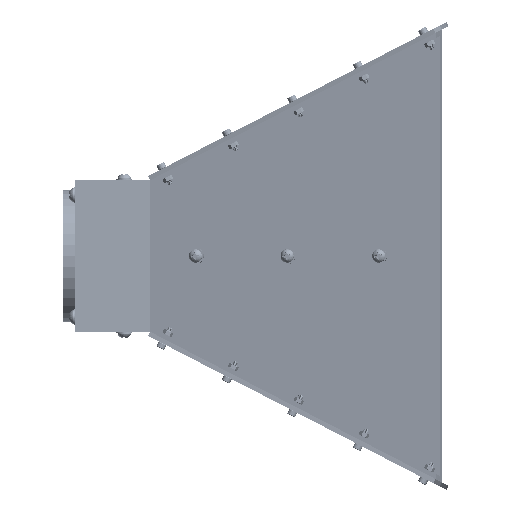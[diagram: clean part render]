
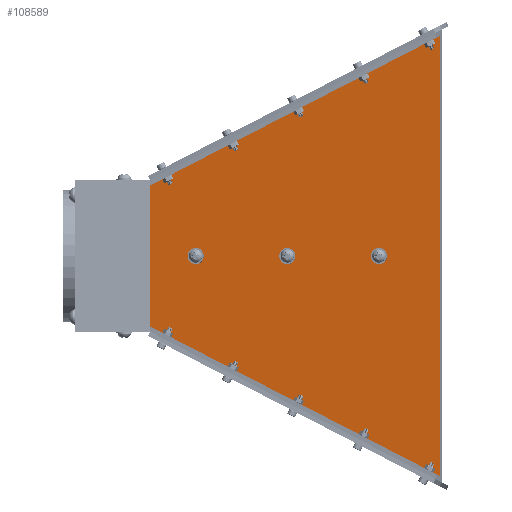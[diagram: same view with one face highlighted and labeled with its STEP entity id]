
A CAD part, front view. The second image highlights one B-rep face of the part: STEP entity #108589.
In plain terms, the highlighted planar face has unit normal (-0.214, -0.977, 0).
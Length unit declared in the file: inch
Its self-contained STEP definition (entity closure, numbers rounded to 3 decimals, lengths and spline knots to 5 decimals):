
#1587 = CIRCLE ( 'NONE', #5555, 0.173 ) ;
#4847 = ORIENTED_EDGE ( 'NONE', *, *, #34657, .F. ) ;
#5119 = ORIENTED_EDGE ( 'NONE', *, *, #48481, .F. ) ;
#5394 = DIRECTION ( 'NONE',  ( 0.872, -0.191, 0.45 ) ) ;
#5518 = EDGE_LOOP ( 'NONE', ( #4847, #33664, #21130, #59340 ) ) ;
#5555 = AXIS2_PLACEMENT_3D ( 'NONE', #79262, #79731, #13666 ) ;
#7758 = AXIS2_PLACEMENT_3D ( 'NONE', #74044, #139499, #106355 ) ;
#10909 = VECTOR ( 'NONE', #130236, 39.37008 ) ;
#11779 = CIRCLE ( 'NONE', #7758, 0.173 ) ;
#13666 = DIRECTION ( 'NONE',  ( -0.954, 0.209, -0.214 ) ) ;
#17103 = CARTESIAN_POINT ( 'NONE',  ( 1.85, -1.61654, 1.50163 ) ) ;
#18502 = VERTEX_POINT ( 'NONE', #90664 ) ;
#20201 = CARTESIAN_POINT ( 'NONE',  ( 8.0401, -2.97175, 11.65 ) ) ;
#20676 = DIRECTION ( 'NONE',  ( 0., 0., -1. ) ) ;
#21130 = ORIENTED_EDGE ( 'NONE', *, *, #138918, .T. ) ;
#22755 = CIRCLE ( 'NONE', #78718, 0.173 ) ;
#30735 = VECTOR ( 'NONE', #20676, 39.37008 ) ;
#33279 = CARTESIAN_POINT ( 'NONE',  ( 6.73432, -2.68587, 0. ) ) ;
#33664 = ORIENTED_EDGE ( 'NONE', *, *, #98374, .T. ) ;
#33859 = VERTEX_POINT ( 'NONE', #110241 ) ;
#34227 = VERTEX_POINT ( 'NONE', #75448 ) ;
#34657 = EDGE_CURVE ( 'NONE', #137868, #33859, #130152, .T. ) ;
#36857 = CARTESIAN_POINT ( 'NONE',  ( 5.3769, -2.38869, 3.32262 ) ) ;
#36955 = VERTEX_POINT ( 'NONE', #91276 ) ;
#41481 = FACE_BOUND ( 'NONE', #99094, .T. ) ;
#42965 = EDGE_LOOP ( 'NONE', ( #5119, #50653 ) ) ;
#43033 = CARTESIAN_POINT ( 'NONE',  ( 4.78059, -2.25814, 0. ) ) ;
#43717 = DIRECTION ( 'NONE',  ( -0.214, -0.977, 0. ) ) ;
#46188 = AXIS2_PLACEMENT_3D ( 'NONE', #109719, #43717, #88005 ) ;
#48481 = EDGE_CURVE ( 'NONE', #129430, #125144, #22755, .T. ) ;
#50449 = CIRCLE ( 'NONE', #93863, 0.173 ) ;
#50653 = ORIENTED_EDGE ( 'NONE', *, *, #85300, .F. ) ;
#54488 = CIRCLE ( 'NONE', #124702, 0.173 ) ;
#58977 = ORIENTED_EDGE ( 'NONE', *, *, #105643, .F. ) ;
#59340 = ORIENTED_EDGE ( 'NONE', *, *, #112288, .F. ) ;
#62873 = CARTESIAN_POINT ( 'NONE',  ( 2.66178, -1.79426, -0.037 ) ) ;
#64857 = CARTESIAN_POINT ( 'NONE',  ( 5.3769, -2.38869, -3.32262 ) ) ;
#66326 = PLANE ( 'NONE',  #46188 ) ;
#70062 = ORIENTED_EDGE ( 'NONE', *, *, #130846, .F. ) ;
#70253 = DIRECTION ( 'NONE',  ( -0.214, -0.977, 0. ) ) ;
#71977 = CARTESIAN_POINT ( 'NONE',  ( 1.85, -1.61654, -1.50163 ) ) ;
#73848 = CARTESIAN_POINT ( 'NONE',  ( 2.99195, -1.86655, 0.037 ) ) ;
#73974 = EDGE_LOOP ( 'NONE', ( #70062, #102359 ) ) ;
#74044 = CARTESIAN_POINT ( 'NONE',  ( 4.78059, -2.25814, 0. ) ) ;
#75448 = CARTESIAN_POINT ( 'NONE',  ( 4.6155, -2.222, -0.037 ) ) ;
#78637 = VERTEX_POINT ( 'NONE', #139665 ) ;
#78718 = AXIS2_PLACEMENT_3D ( 'NONE', #135747, #70253, #101586 ) ;
#79212 = EDGE_CURVE ( 'NONE', #18502, #34227, #11779, .T. ) ;
#79262 = CARTESIAN_POINT ( 'NONE',  ( 6.73432, -2.68587, 0. ) ) ;
#79731 = DIRECTION ( 'NONE',  ( -0.214, -0.977, 0. ) ) ;
#85300 = EDGE_CURVE ( 'NONE', #125144, #129430, #54488, .T. ) ;
#86538 = DIRECTION ( 'NONE',  ( 0.872, -0.191, -0.45 ) ) ;
#88005 = DIRECTION ( 'NONE',  ( 0.977, -0.214, 0. ) ) ;
#90664 = CARTESIAN_POINT ( 'NONE',  ( 4.94568, -2.29428, 0.037 ) ) ;
#90748 = VECTOR ( 'NONE', #86538, 39.37008 ) ;
#91276 = CARTESIAN_POINT ( 'NONE',  ( 6.8994, -2.72201, 0.037 ) ) ;
#92491 = VERTEX_POINT ( 'NONE', #136058 ) ;
#93863 = AXIS2_PLACEMENT_3D ( 'NONE', #33279, #110376, #131545 ) ;
#96606 = FACE_BOUND ( 'NONE', #73974, .T. ) ;
#97407 = DIRECTION ( 'NONE',  ( -0.954, 0.209, -0.214 ) ) ;
#98374 = EDGE_CURVE ( 'NONE', #137868, #105596, #129978, .T. ) ;
#98670 = ORIENTED_EDGE ( 'NONE', *, *, #79212, .F. ) ;
#99094 = EDGE_LOOP ( 'NONE', ( #98670, #58977 ) ) ;
#101586 = DIRECTION ( 'NONE',  ( -0.954, 0.209, -0.214 ) ) ;
#102359 = ORIENTED_EDGE ( 'NONE', *, *, #115244, .F. ) ;
#105596 = VERTEX_POINT ( 'NONE', #71977 ) ;
#105643 = EDGE_CURVE ( 'NONE', #34227, #18502, #129913, .T. ) ;
#105956 = AXIS2_PLACEMENT_3D ( 'NONE', #43033, #141223, #108088 ) ;
#106355 = DIRECTION ( 'NONE',  ( -0.954, 0.209, -0.214 ) ) ;
#107792 = VECTOR ( 'NONE', #5394, 39.37008 ) ;
#108088 = DIRECTION ( 'NONE',  ( -0.954, 0.209, -0.214 ) ) ;
#108589 = ADVANCED_FACE ( 'NONE', ( #41481, #113858, #96606, #108667 ), #66326, .T. ) ;
#108667 = FACE_BOUND ( 'NONE', #42965, .T. ) ;
#109719 = CARTESIAN_POINT ( 'NONE',  ( 1.85, -1.61654, 10.48094 ) ) ;
#110241 = CARTESIAN_POINT ( 'NONE',  ( 8.0401, -2.97175, 4.69767 ) ) ;
#110376 = DIRECTION ( 'NONE',  ( -0.214, -0.977, 0. ) ) ;
#112288 = EDGE_CURVE ( 'NONE', #33859, #92491, #130657, .T. ) ;
#113858 = FACE_OUTER_BOUND ( 'NONE', #5518, .T. ) ;
#115244 = EDGE_CURVE ( 'NONE', #78637, #36955, #50449, .T. ) ;
#119534 = CARTESIAN_POINT ( 'NONE',  ( 2.82686, -1.83041, 0. ) ) ;
#124702 = AXIS2_PLACEMENT_3D ( 'NONE', #119534, #130622, #97407 ) ;
#125144 = VERTEX_POINT ( 'NONE', #62873 ) ;
#129430 = VERTEX_POINT ( 'NONE', #73848 ) ;
#129913 = CIRCLE ( 'NONE', #105956, 0.173 ) ;
#129978 = LINE ( 'NONE', #139828, #10909 ) ;
#130152 = LINE ( 'NONE', #36857, #107792 ) ;
#130236 = DIRECTION ( 'NONE',  ( 0., 0., -1. ) ) ;
#130397 = LINE ( 'NONE', #64857, #90748 ) ;
#130622 = DIRECTION ( 'NONE',  ( -0.214, -0.977, 0. ) ) ;
#130657 = LINE ( 'NONE', #20201, #30735 ) ;
#130846 = EDGE_CURVE ( 'NONE', #36955, #78637, #1587, .T. ) ;
#131545 = DIRECTION ( 'NONE',  ( -0.954, 0.209, -0.214 ) ) ;
#135747 = CARTESIAN_POINT ( 'NONE',  ( 2.82686, -1.83041, 0. ) ) ;
#136058 = CARTESIAN_POINT ( 'NONE',  ( 8.0401, -2.97175, -4.69767 ) ) ;
#137868 = VERTEX_POINT ( 'NONE', #17103 ) ;
#138918 = EDGE_CURVE ( 'NONE', #105596, #92491, #130397, .T. ) ;
#139499 = DIRECTION ( 'NONE',  ( -0.214, -0.977, 0. ) ) ;
#139665 = CARTESIAN_POINT ( 'NONE',  ( 6.56923, -2.64973, -0.037 ) ) ;
#139828 = CARTESIAN_POINT ( 'NONE',  ( 1.85, -1.61654, 10.48094 ) ) ;
#141223 = DIRECTION ( 'NONE',  ( -0.214, -0.977, 0. ) ) ;
